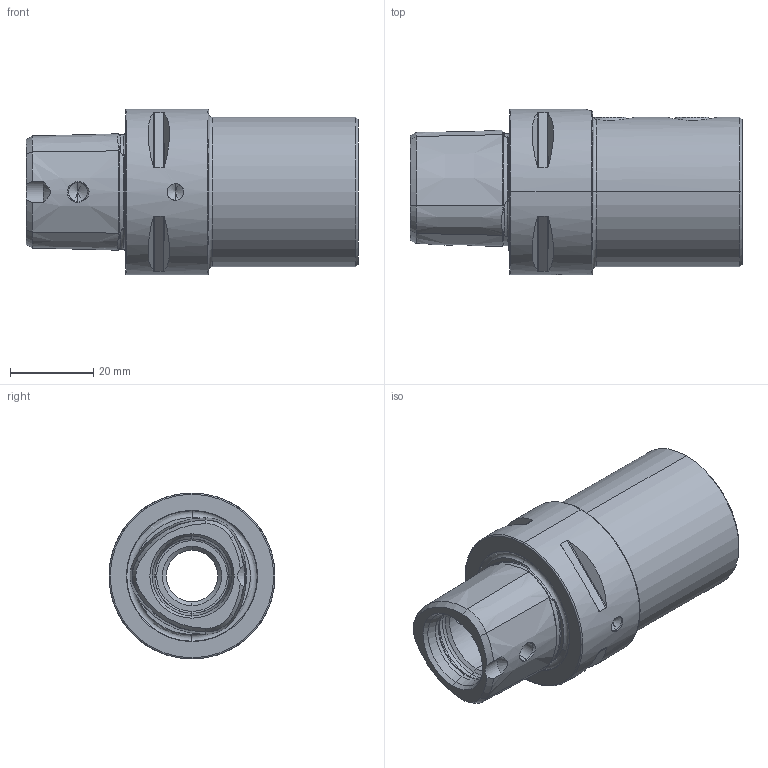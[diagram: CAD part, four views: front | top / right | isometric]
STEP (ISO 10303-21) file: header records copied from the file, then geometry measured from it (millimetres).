
FILE_DESCRIPTION (( 'STEP AP214' ), '1' );
FILE_NAME ('PS4.K16.K01.056.STEP', '2024-08-22T14:50:25', ( '' ), ( '' ), 'SwSTEP 2.0', 'SolidWorks 2022', '' );
FILE_SCHEMA (( 'AUTOMOTIVE_DESIGN' ));
Length unit declared in the file: millimetre
Products named in the file (3): K16-ER1.010.010_A_PreviewCfg; PS4-K16.K01.056_A; PS4.K16.K01.056
Assembly tree (3 placements, depth 2):
  PS4.K16.K01.056
    PS4-K16.K01.056_A
    K16-ER1.010.010_A_PreviewCfg  x2
Bounding box: 80 x 40 x 40 mm (x, y, z)
Volume: 58715.9 mm3; surface area: 16272.4 mm2
Topology: 3 solids, 3 shells, 211 faces, 501 edges, 294 vertices
Faces by surface type: cone 72, plane 49, torus 46, cylinder 44
Entity records: 6332 total; most frequent: CARTESIAN_POINT 2012, DIRECTION 888, ORIENTED_EDGE 858, EDGE_CURVE 429, AXIS2_PLACEMENT_3D 380, VERTEX_POINT 258, EDGE_LOOP 199, CIRCLE 191
